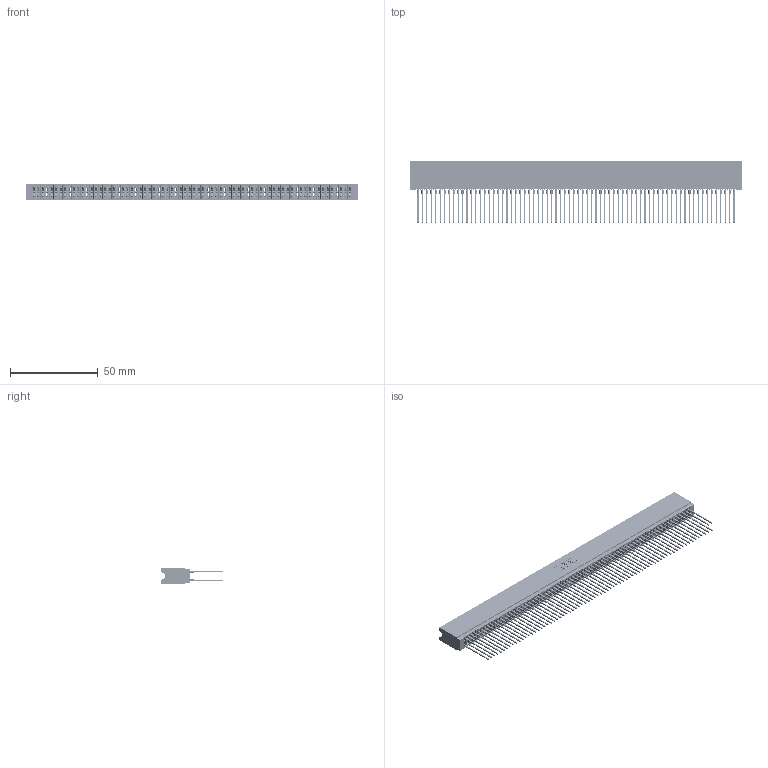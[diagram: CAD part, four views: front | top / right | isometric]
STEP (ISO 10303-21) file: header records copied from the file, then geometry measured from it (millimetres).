
FILE_DESCRIPTION (( 'STEP AP203' ), '1' );
FILE_NAME ('745-144-541-206.STEP', '2020-09-15T12:40:00', ( '' ), ( '' ), 'SwSTEP 2.0', 'SolidWorks 2020', '' );
FILE_SCHEMA (( 'CONFIG_CONTROL_DESIGN' ));
Length unit declared in the file: inch
Products named in the file (3): 745-144-541-206; 745 Part_Insulator Option - 06; 745-292-001_541
Assembly tree (145 placements, depth 2):
  745-144-541-206
    745 Part_Insulator Option - 06
    745-292-001_541  x144
Bounding box: 189.48 x 35.45 x 8.89 mm (x, y, z)
Volume: 17566.1 mm3; surface area: 39290.6 mm2
Topology: 145 solids, 145 shells, 12984 faces, 34892 edges, 21916 vertices
Faces by surface type: plane 6680, bspline 2880, cylinder 2560, torus 864
Entity records: 117144 total; most frequent: CARTESIAN_POINT 20810, ORIENTED_EDGE 20306, DIRECTION 17713, EDGE_CURVE 10153, VECTOR 9539, LINE 9539, VERTEX_POINT 6472, AXIS2_PLACEMENT_3D 4087
